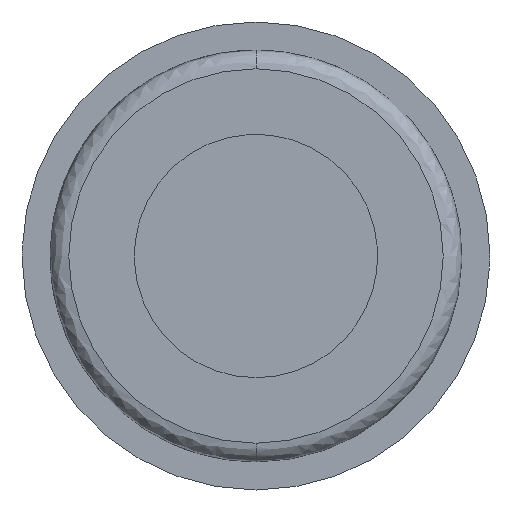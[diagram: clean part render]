
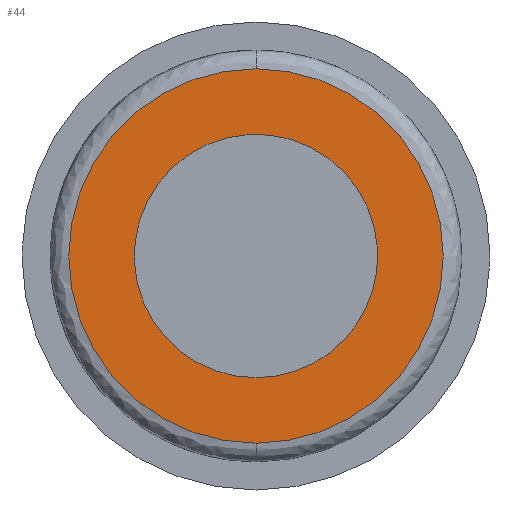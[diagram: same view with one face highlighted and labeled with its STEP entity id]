
A CAD part, front view. The second image highlights one B-rep face of the part: STEP entity #44.
In plain terms, the highlighted planar face has unit normal (0, -1, 0).
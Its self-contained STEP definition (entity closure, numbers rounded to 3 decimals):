
#44=ADVANCED_FACE('',(#105,#106),#104,.F.);
#104=PLANE('',#311);
#105=FACE_OUTER_BOUND('',#312,.T.);
#106=FACE_BOUND('',#313,.T.);
#308=CARTESIAN_POINT('',(-20.785,0.,-23.));
#309=DIRECTION('',(0.,1.,0.));
#310=DIRECTION('',(0.,0.,1.));
#311=AXIS2_PLACEMENT_3D('',#308,#309,#310);
#312=EDGE_LOOP('',(#566,#567));
#313=EDGE_LOOP('',(#568,#569,#570));
#566=ORIENTED_EDGE('',*,*,#706,.T.);
#567=ORIENTED_EDGE('',*,*,#707,.T.);
#568=ORIENTED_EDGE('',*,*,#708,.F.);
#569=ORIENTED_EDGE('',*,*,#709,.F.);
#570=ORIENTED_EDGE('',*,*,#710,.F.);
#706=EDGE_CURVE('',#896,#897,#898,.T.);
#707=EDGE_CURVE('',#897,#896,#904,.T.);
#708=EDGE_CURVE('',#910,#911,#912,.T.);
#709=EDGE_CURVE('',#918,#910,#919,.T.);
#710=EDGE_CURVE('',#911,#918,#925,.T.);
#896=VERTEX_POINT('',#1330);
#897=VERTEX_POINT('',#1331);
#898=CIRCLE('',#1335,10.);
#904=CIRCLE('',#1339,10.);
#910=VERTEX_POINT('',#1340);
#911=VERTEX_POINT('',#1341);
#912=CIRCLE('',#1345,6.5);
#918=VERTEX_POINT('',#1346);
#919=CIRCLE('',#1350,6.5);
#925=CIRCLE('',#1354,6.5);
#1330=CARTESIAN_POINT('',(0.,0.,10.));
#1331=CARTESIAN_POINT('',(0.,0.,-10.));
#1332=CARTESIAN_POINT('',(0.,0.,0.));
#1333=DIRECTION('',(0.,-1.,0.));
#1334=DIRECTION('',(0.,0.,1.));
#1335=AXIS2_PLACEMENT_3D('',#1332,#1333,#1334);
#1336=CARTESIAN_POINT('',(0.,0.,0.));
#1337=DIRECTION('',(0.,-1.,0.));
#1338=DIRECTION('',(0.,0.,1.));
#1339=AXIS2_PLACEMENT_3D('',#1336,#1337,#1338);
#1340=CARTESIAN_POINT('',(-6.455,0.,0.767));
#1341=CARTESIAN_POINT('',(0.,0.,-6.5));
#1342=CARTESIAN_POINT('',(0.,0.,0.));
#1343=DIRECTION('',(0.,-1.,0.));
#1344=DIRECTION('',(0.,0.,-1.));
#1345=AXIS2_PLACEMENT_3D('',#1342,#1343,#1344);
#1346=CARTESIAN_POINT('',(6.454,0.,-0.768));
#1347=CARTESIAN_POINT('',(0.,0.,0.));
#1348=DIRECTION('',(0.,-1.,0.));
#1349=DIRECTION('',(0.,0.,-1.));
#1350=AXIS2_PLACEMENT_3D('',#1347,#1348,#1349);
#1351=CARTESIAN_POINT('',(0.,0.,0.));
#1352=DIRECTION('',(0.,-1.,0.));
#1353=DIRECTION('',(0.,0.,-1.));
#1354=AXIS2_PLACEMENT_3D('',#1351,#1352,#1353);
